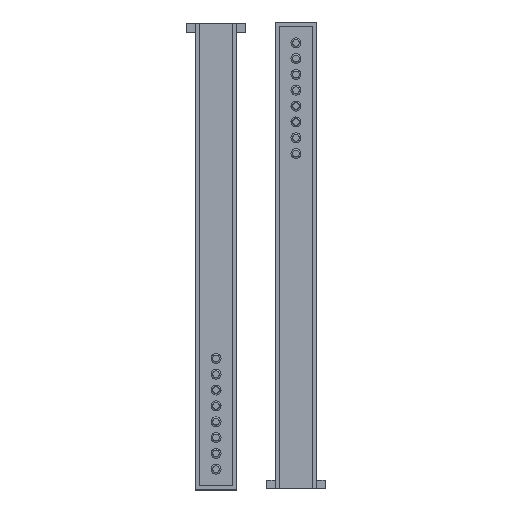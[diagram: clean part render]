
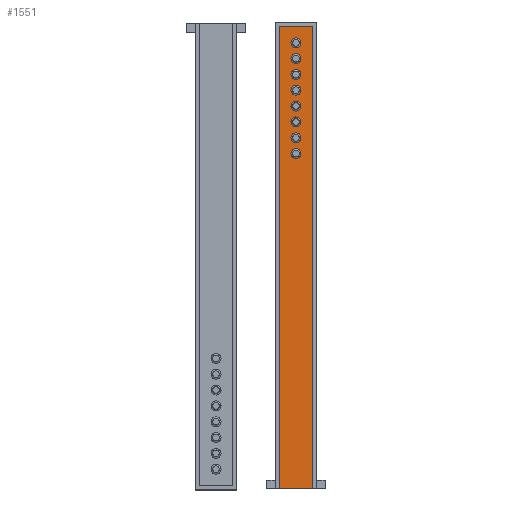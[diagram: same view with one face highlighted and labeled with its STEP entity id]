
A CAD part, top view. The second image highlights one B-rep face of the part: STEP entity #1551.
In plain terms, the highlighted planar face has unit normal (0, 0, 1).
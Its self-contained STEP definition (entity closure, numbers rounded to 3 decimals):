
#61=FACE_BOUND('',#272,.T.);
#62=FACE_BOUND('',#273,.T.);
#63=FACE_BOUND('',#274,.T.);
#64=FACE_BOUND('',#275,.T.);
#65=FACE_BOUND('',#276,.T.);
#66=FACE_BOUND('',#277,.T.);
#67=FACE_BOUND('',#278,.T.);
#68=FACE_BOUND('',#279,.T.);
#103=PLANE('',#1691);
#167=FACE_OUTER_BOUND('',#271,.T.);
#271=EDGE_LOOP('',(#1201,#1202,#1203,#1204));
#272=EDGE_LOOP('',(#1205));
#273=EDGE_LOOP('',(#1206,#1207));
#274=EDGE_LOOP('',(#1208,#1209));
#275=EDGE_LOOP('',(#1210,#1211));
#276=EDGE_LOOP('',(#1212,#1213));
#277=EDGE_LOOP('',(#1214,#1215));
#278=EDGE_LOOP('',(#1216,#1217));
#279=EDGE_LOOP('',(#1218,#1219));
#408=LINE('',#2525,#524);
#413=LINE('',#2535,#529);
#416=LINE('',#2541,#532);
#417=LINE('',#2542,#533);
#524=VECTOR('',#1994,10.);
#529=VECTOR('',#2001,10.);
#532=VECTOR('',#2006,10.);
#533=VECTOR('',#2007,10.);
#597=CIRCLE('',#1692,3.);
#598=CIRCLE('',#1693,3.);
#599=CIRCLE('',#1694,3.);
#600=CIRCLE('',#1695,3.);
#601=CIRCLE('',#1696,3.);
#602=CIRCLE('',#1697,3.);
#603=CIRCLE('',#1698,3.);
#604=CIRCLE('',#1699,3.);
#605=CIRCLE('',#1700,3.);
#606=CIRCLE('',#1701,3.);
#607=CIRCLE('',#1702,3.);
#608=CIRCLE('',#1703,3.);
#609=CIRCLE('',#1704,3.);
#610=CIRCLE('',#1705,3.);
#611=CIRCLE('',#1706,3.);
#736=VERTEX_POINT('',#2522);
#737=VERTEX_POINT('',#2524);
#741=VERTEX_POINT('',#2534);
#743=VERTEX_POINT('',#2540);
#744=VERTEX_POINT('',#2543);
#745=VERTEX_POINT('',#2545);
#746=VERTEX_POINT('',#2546);
#747=VERTEX_POINT('',#2549);
#748=VERTEX_POINT('',#2550);
#749=VERTEX_POINT('',#2553);
#750=VERTEX_POINT('',#2554);
#751=VERTEX_POINT('',#2557);
#752=VERTEX_POINT('',#2558);
#753=VERTEX_POINT('',#2561);
#754=VERTEX_POINT('',#2562);
#755=VERTEX_POINT('',#2565);
#756=VERTEX_POINT('',#2566);
#757=VERTEX_POINT('',#2569);
#758=VERTEX_POINT('',#2570);
#908=EDGE_CURVE('',#737,#736,#408,.T.);
#913=EDGE_CURVE('',#737,#741,#413,.T.);
#916=EDGE_CURVE('',#743,#736,#416,.T.);
#917=EDGE_CURVE('',#741,#743,#417,.T.);
#918=EDGE_CURVE('',#744,#744,#597,.T.);
#919=EDGE_CURVE('',#745,#746,#598,.T.);
#920=EDGE_CURVE('',#746,#745,#599,.T.);
#921=EDGE_CURVE('',#747,#748,#600,.T.);
#922=EDGE_CURVE('',#748,#747,#601,.T.);
#923=EDGE_CURVE('',#749,#750,#602,.T.);
#924=EDGE_CURVE('',#750,#749,#603,.T.);
#925=EDGE_CURVE('',#751,#752,#604,.T.);
#926=EDGE_CURVE('',#752,#751,#605,.T.);
#927=EDGE_CURVE('',#753,#754,#606,.T.);
#928=EDGE_CURVE('',#754,#753,#607,.T.);
#929=EDGE_CURVE('',#755,#756,#608,.T.);
#930=EDGE_CURVE('',#756,#755,#609,.T.);
#931=EDGE_CURVE('',#757,#758,#610,.T.);
#932=EDGE_CURVE('',#758,#757,#611,.T.);
#1201=ORIENTED_EDGE('',*,*,#908,.T.);
#1202=ORIENTED_EDGE('',*,*,#916,.F.);
#1203=ORIENTED_EDGE('',*,*,#917,.F.);
#1204=ORIENTED_EDGE('',*,*,#913,.F.);
#1205=ORIENTED_EDGE('',*,*,#918,.F.);
#1206=ORIENTED_EDGE('',*,*,#919,.F.);
#1207=ORIENTED_EDGE('',*,*,#920,.F.);
#1208=ORIENTED_EDGE('',*,*,#921,.F.);
#1209=ORIENTED_EDGE('',*,*,#922,.F.);
#1210=ORIENTED_EDGE('',*,*,#923,.F.);
#1211=ORIENTED_EDGE('',*,*,#924,.F.);
#1212=ORIENTED_EDGE('',*,*,#925,.F.);
#1213=ORIENTED_EDGE('',*,*,#926,.F.);
#1214=ORIENTED_EDGE('',*,*,#927,.F.);
#1215=ORIENTED_EDGE('',*,*,#928,.F.);
#1216=ORIENTED_EDGE('',*,*,#929,.F.);
#1217=ORIENTED_EDGE('',*,*,#930,.F.);
#1218=ORIENTED_EDGE('',*,*,#931,.F.);
#1219=ORIENTED_EDGE('',*,*,#932,.F.);
#1551=ADVANCED_FACE('',(#167,#61,#62,#63,#64,#65,#66,#67,#68),#103,.T.);
#1691=AXIS2_PLACEMENT_3D('',#2539,#2004,#2005);
#1692=AXIS2_PLACEMENT_3D('',#2544,#2008,#2009);
#1693=AXIS2_PLACEMENT_3D('',#2547,#2010,#2011);
#1694=AXIS2_PLACEMENT_3D('',#2548,#2012,#2013);
#1695=AXIS2_PLACEMENT_3D('',#2551,#2014,#2015);
#1696=AXIS2_PLACEMENT_3D('',#2552,#2016,#2017);
#1697=AXIS2_PLACEMENT_3D('',#2555,#2018,#2019);
#1698=AXIS2_PLACEMENT_3D('',#2556,#2020,#2021);
#1699=AXIS2_PLACEMENT_3D('',#2559,#2022,#2023);
#1700=AXIS2_PLACEMENT_3D('',#2560,#2024,#2025);
#1701=AXIS2_PLACEMENT_3D('',#2563,#2026,#2027);
#1702=AXIS2_PLACEMENT_3D('',#2564,#2028,#2029);
#1703=AXIS2_PLACEMENT_3D('',#2567,#2030,#2031);
#1704=AXIS2_PLACEMENT_3D('',#2568,#2032,#2033);
#1705=AXIS2_PLACEMENT_3D('',#2571,#2034,#2035);
#1706=AXIS2_PLACEMENT_3D('',#2572,#2036,#2037);
#1994=DIRECTION('',(1.,0.,0.));
#2001=DIRECTION('',(0.,1.,0.));
#2004=DIRECTION('center_axis',(0.,0.,
1.));
#2005=DIRECTION('ref_axis',(1.,0.,0.));
#2006=DIRECTION('',(0.,-1.,0.));
#2007=DIRECTION('',(1.,0.,0.));
#2008=DIRECTION('center_axis',(0.,0.,
1.));
#2009=DIRECTION('ref_axis',(-1.,0.,0.));
#2010=DIRECTION('center_axis',(0.,0.,
1.));
#2011=DIRECTION('ref_axis',(-1.,0.,0.));
#2012=DIRECTION('center_axis',(0.,0.,
1.));
#2013=DIRECTION('ref_axis',(-1.,0.,0.));
#2014=DIRECTION('center_axis',(0.,0.,
1.));
#2015=DIRECTION('ref_axis',(-1.,0.,0.));
#2016=DIRECTION('center_axis',(0.,0.,
1.));
#2017=DIRECTION('ref_axis',(-1.,0.,0.));
#2018=DIRECTION('center_axis',(0.,0.,
1.));
#2019=DIRECTION('ref_axis',(-1.,0.,0.));
#2020=DIRECTION('center_axis',(0.,0.,
1.));
#2021=DIRECTION('ref_axis',(-1.,0.,0.));
#2022=DIRECTION('center_axis',(0.,0.,
1.));
#2023=DIRECTION('ref_axis',(-1.,0.,0.));
#2024=DIRECTION('center_axis',(0.,0.,
1.));
#2025=DIRECTION('ref_axis',(-1.,0.,0.));
#2026=DIRECTION('center_axis',(0.,0.,
1.));
#2027=DIRECTION('ref_axis',(-1.,0.,0.));
#2028=DIRECTION('center_axis',(0.,0.,
1.));
#2029=DIRECTION('ref_axis',(-1.,0.,0.));
#2030=DIRECTION('center_axis',(0.,0.,
1.));
#2031=DIRECTION('ref_axis',(-1.,0.,0.));
#2032=DIRECTION('center_axis',(0.,0.,
1.));
#2033=DIRECTION('ref_axis',(-1.,0.,0.));
#2034=DIRECTION('center_axis',(0.,0.,
1.));
#2035=DIRECTION('ref_axis',(-1.,0.,0.));
#2036=DIRECTION('center_axis',(0.,0.,
1.));
#2037=DIRECTION('ref_axis',(-1.,0.,0.));
#2522=CARTESIAN_POINT('',(70.5,-279.,2.5));
#2524=CARTESIAN_POINT('',(50.5,-279.,2.5));
#2525=CARTESIAN_POINT('',(60.5,-279.,2.5));
#2534=CARTESIAN_POINT('',(50.5,-1.5,2.5));
#2535=CARTESIAN_POINT('',(50.5,-154.,2.5));
#2539=CARTESIAN_POINT('Origin',(60.5,-279.,2.5));
#2540=CARTESIAN_POINT('',(70.5,-1.5,2.5));
#2541=CARTESIAN_POINT('',(70.5,-404.,2.5));
#2542=CARTESIAN_POINT('',(66.75,-1.5,2.5));
#2543=CARTESIAN_POINT('',(63.5,-11.5,2.5));
#2544=CARTESIAN_POINT('Origin',(60.5,-11.5,2.5));
#2545=CARTESIAN_POINT('',(63.5,-30.5,2.5));
#2546=CARTESIAN_POINT('',(57.5,-30.5,2.5));
#2547=CARTESIAN_POINT('Origin',(60.5,-30.5,2.5));
#2548=CARTESIAN_POINT('Origin',(60.5,-30.5,2.5));
#2549=CARTESIAN_POINT('',(63.5,-59.,2.5));
#2550=CARTESIAN_POINT('',(57.5,-59.,2.5));
#2551=CARTESIAN_POINT('Origin',(60.5,-59.,2.5));
#2552=CARTESIAN_POINT('Origin',(60.5,-59.,2.5));
#2553=CARTESIAN_POINT('',(63.5,-40.,2.5));
#2554=CARTESIAN_POINT('',(57.5,-40.,2.5));
#2555=CARTESIAN_POINT('Origin',(60.5,-40.,2.5));
#2556=CARTESIAN_POINT('Origin',(60.5,-40.,2.5));
#2557=CARTESIAN_POINT('',(63.5,-21.,2.5));
#2558=CARTESIAN_POINT('',(57.5,-21.,2.5));
#2559=CARTESIAN_POINT('Origin',(60.5,-21.,2.5));
#2560=CARTESIAN_POINT('Origin',(60.5,-21.,2.5));
#2561=CARTESIAN_POINT('',(63.5,-49.5,2.5));
#2562=CARTESIAN_POINT('',(57.5,-49.5,2.5));
#2563=CARTESIAN_POINT('Origin',(60.5,-49.5,2.5));
#2564=CARTESIAN_POINT('Origin',(60.5,-49.5,2.5));
#2565=CARTESIAN_POINT('',(63.5,-78.,2.5));
#2566=CARTESIAN_POINT('',(57.5,-78.,2.5));
#2567=CARTESIAN_POINT('Origin',(60.5,-78.,2.5));
#2568=CARTESIAN_POINT('Origin',(60.5,-78.,2.5));
#2569=CARTESIAN_POINT('',(63.5,-68.5,2.5));
#2570=CARTESIAN_POINT('',(57.5,-68.5,2.5));
#2571=CARTESIAN_POINT('Origin',(60.5,-68.5,2.5));
#2572=CARTESIAN_POINT('Origin',(60.5,-68.5,2.5));
